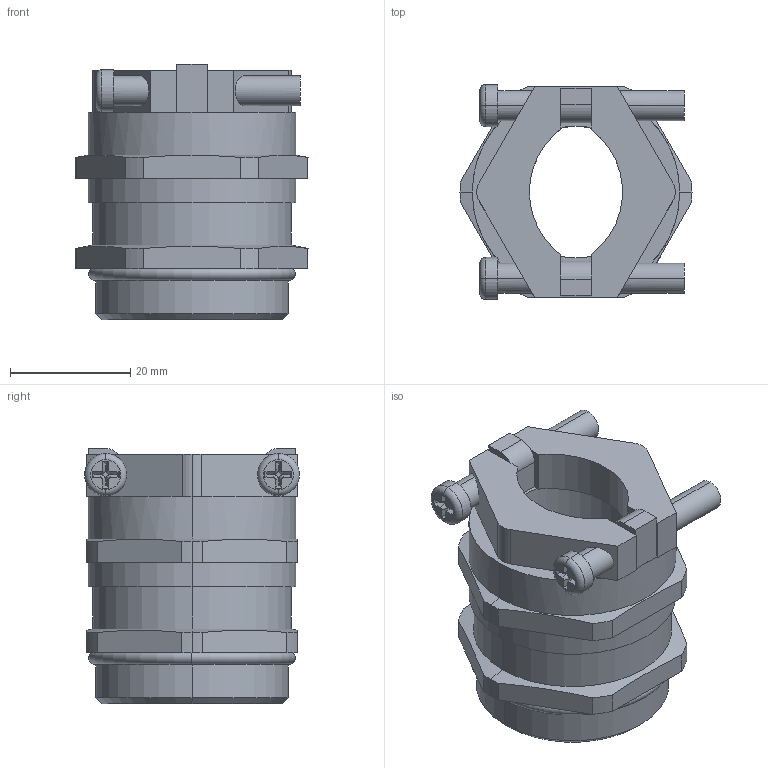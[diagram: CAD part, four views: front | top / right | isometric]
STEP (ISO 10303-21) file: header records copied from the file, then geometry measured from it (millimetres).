
FILE_DESCRIPTION (( 'STEP AP203' ), '1' );
FILE_NAME ('WNKS-M32(D16-22).STP', '2017-09-11T12:36:56', ( '微软用户' ), ( '微软中国' ), 'SwSTEP 2.0', 'SolidWorks 2012', '' );
FILE_SCHEMA (( 'CONFIG_CONTROL_DESIGN' ));
Length unit declared in the file: millimetre
Products named in the file (1): WNKS-M32(D16-22)
Bounding box: 38.6 x 35.75 x 42.5 mm (x, y, z)
Volume: 23192.6 mm3; surface area: 9897.4 mm2
Topology: 1 solids, 1 shells, 150 faces, 382 edges, 244 vertices
Faces by surface type: plane 86, cylinder 44, cone 14, torus 6
Entity records: 4623 total; most frequent: CARTESIAN_POINT 851, DIRECTION 790, ORIENTED_EDGE 764, EDGE_CURVE 382, AXIS2_PLACEMENT_3D 277, VERTEX_POINT 244, VECTOR 236, LINE 236
